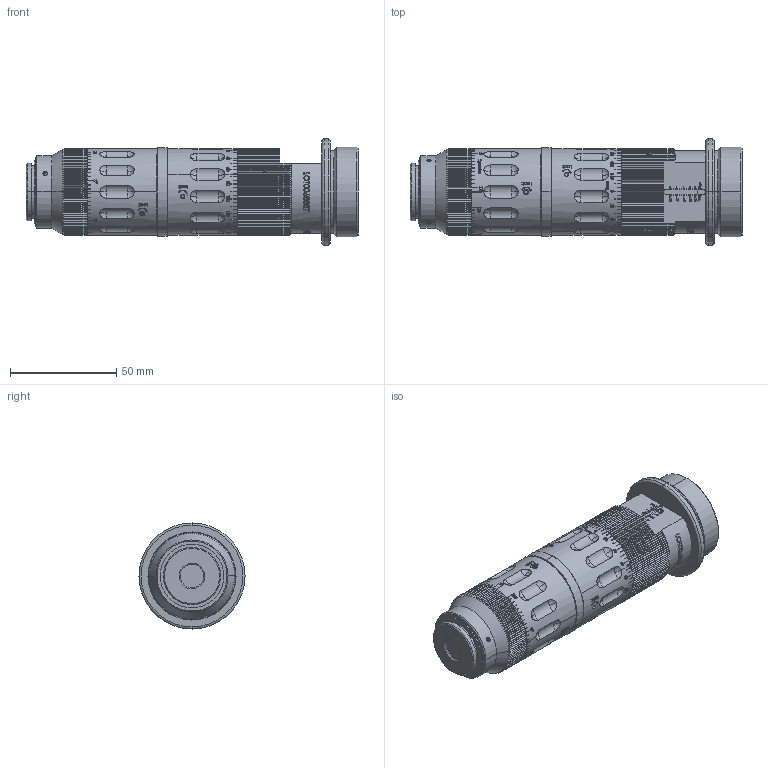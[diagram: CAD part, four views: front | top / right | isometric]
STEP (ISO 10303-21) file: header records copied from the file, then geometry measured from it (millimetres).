
FILE_DESCRIPTION (( 'STEP AP203' ), '1' );
FILE_NAME ('VBE-2X-8X-XXXX-XXXX-B-2M.STEP', '2020-05-15T06:50:24', ( '' ), ( '' ), 'SwSTEP 2.0', 'SolidWorks 2019', '' );
FILE_SCHEMA (( 'CONFIG_CONTROL_DESIGN' ));
Length unit declared in the file: millimetre
Products named in the file (1): VBE-2X-8X-XXXX-XXXX-B-2M
Bounding box: 156.5 x 50 x 50 mm (x, y, z)
Volume: 184495.2 mm3; surface area: 29424.8 mm2
Topology: 1 solids, 3 shells, 3456 faces, 9646 edges, 6531 vertices
Faces by surface type: plane 1744, bspline 900, cylinder 660, sphere 96, cone 50, torus 6
Entity records: 182184 total; most frequent: CARTESIAN_POINT 101119, ORIENTED_EDGE 19288, DIRECTION 12854, EDGE_CURVE 9644, VERTEX_POINT 6531, AXIS2_PLACEMENT_3D 4309, VECTOR 4236, LINE 4236
